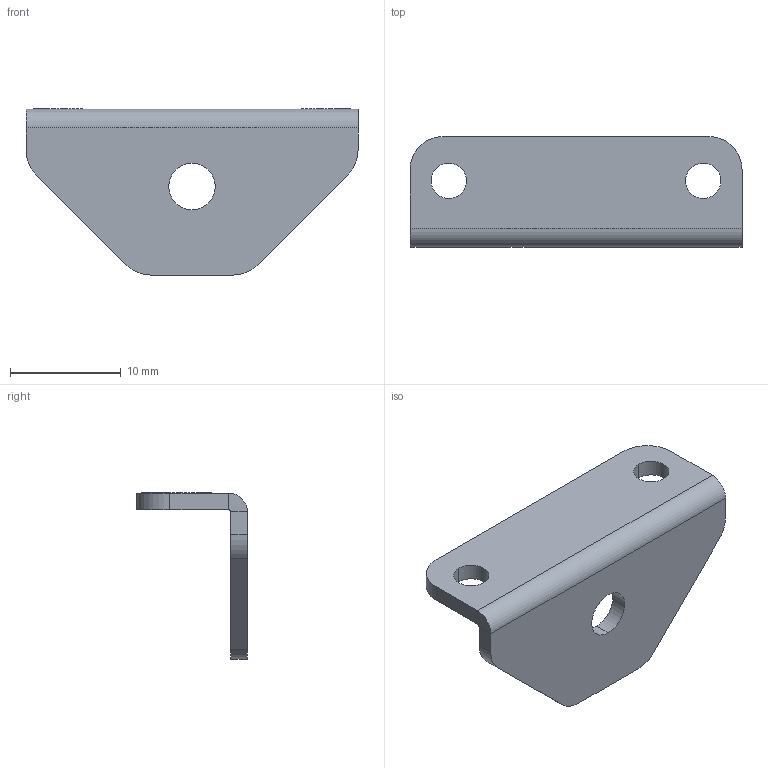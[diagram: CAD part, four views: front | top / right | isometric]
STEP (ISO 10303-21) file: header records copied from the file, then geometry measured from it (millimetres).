
FILE_DESCRIPTION (( 'STEP AP214' ), '1' );
FILE_NAME ('JXHMP4602-01004-b 菁釱嗉謫覃淕啣.STEP', '2024-12-04T04:30:06', ( 'Windows User' ), ( 'P R C' ), 'SwSTEP 2.0', 'SolidWorks 2020', '' );
FILE_SCHEMA (( 'AUTOMOTIVE_DESIGN' ));
Length unit declared in the file: millimetre
Products named in the file (1): JXHMP4602-01004-b 菁釱嗉謫覃淕啣
Bounding box: 30 x 10 x 15 mm (x, y, z)
Volume: 837.3 mm3; surface area: 1303.4 mm2
Topology: 1 solids, 1 shells, 28 faces, 70 edges, 44 vertices
Faces by surface type: cylinder 14, plane 14
Entity records: 884 total; most frequent: DIRECTION 156, CARTESIAN_POINT 143, ORIENTED_EDGE 140, EDGE_CURVE 70, AXIS2_PLACEMENT_3D 57, VERTEX_POINT 44, LINE 42, VECTOR 42
